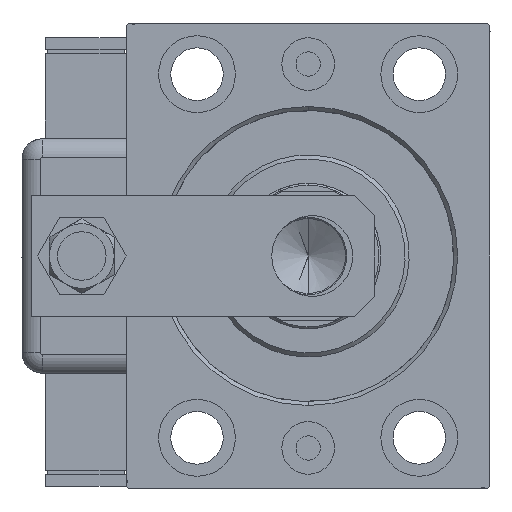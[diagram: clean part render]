
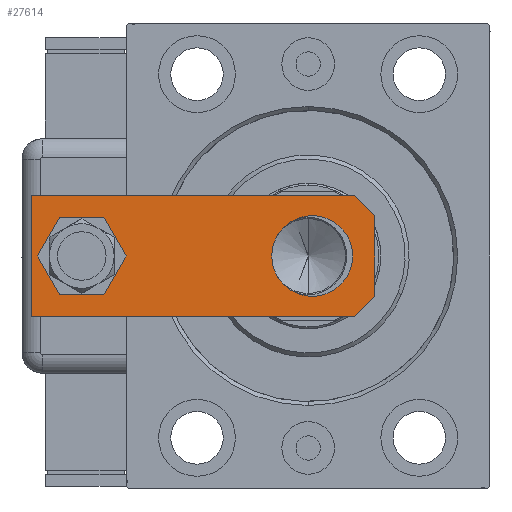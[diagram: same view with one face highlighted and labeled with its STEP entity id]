
A CAD part, left-side view. The second image highlights one B-rep face of the part: STEP entity #27614.
In plain terms, the highlighted face is planar.
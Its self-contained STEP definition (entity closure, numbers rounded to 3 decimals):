
#399 = DIRECTION ( 'NONE',  ( 0., 0., 1. ) ) ;
#1776 = EDGE_CURVE ( 'NONE', #32608, #13795, #20468, .T. ) ;
#2211 = AXIS2_PLACEMENT_3D ( 'NONE', #5499, #399, #37410 ) ;
#2420 = EDGE_LOOP ( 'NONE', ( #15092, #38568 ) ) ;
#2658 = CARTESIAN_POINT ( 'NONE',  ( 15., 5., 0. ) ) ;
#3270 = EDGE_LOOP ( 'NONE', ( #16826, #17335 ) ) ;
#5496 = DIRECTION ( 'NONE',  ( -1., 0., 0. ) ) ;
#5499 = CARTESIAN_POINT ( 'NONE',  ( 0., 15.5, 0. ) ) ;
#6237 = VERTEX_POINT ( 'NONE', #9836 ) ;
#6619 = VECTOR ( 'NONE', #47375, 1000. ) ;
#7848 = ORIENTED_EDGE ( 'NONE', *, *, #34672, .F. ) ;
#7967 = CIRCLE ( 'NONE', #2211, 10. ) ;
#9146 = LINE ( 'NONE', #10311, #11505 ) ;
#9836 = CARTESIAN_POINT ( 'NONE',  ( 15., 85., 0. ) ) ;
#10073 = ORIENTED_EDGE ( 'NONE', *, *, #20047, .F. ) ;
#10244 = VECTOR ( 'NONE', #56015, 1000. ) ;
#10311 = CARTESIAN_POINT ( 'NONE',  ( 15., 85., 0. ) ) ;
#10651 = CARTESIAN_POINT ( 'NONE',  ( 0., 72.5, 0. ) ) ;
#10731 = EDGE_LOOP ( 'NONE', ( #7848, #50588, #37729, #10073, #56930, #15536 ) ) ;
#11505 = VECTOR ( 'NONE', #5496, 1000. ) ;
#11907 = DIRECTION ( 'NONE',  ( 0., 0., 1. ) ) ;
#13363 = AXIS2_PLACEMENT_3D ( 'NONE', #10651, #33537, #52175 ) ;
#13795 = VERTEX_POINT ( 'NONE', #41636 ) ;
#14172 = DIRECTION ( 'NONE',  ( 0., 0., 1. ) ) ;
#14875 = LINE ( 'NONE', #29322, #6619 ) ;
#15092 = ORIENTED_EDGE ( 'NONE', *, *, #16258, .T. ) ;
#15227 = CARTESIAN_POINT ( 'NONE',  ( 15., 5., 0. ) ) ;
#15536 = ORIENTED_EDGE ( 'NONE', *, *, #54169, .T. ) ;
#15615 = PLANE ( 'NONE',  #44460 ) ;
#16258 = EDGE_CURVE ( 'NONE', #31549, #24985, #45971, .T. ) ;
#16826 = ORIENTED_EDGE ( 'NONE', *, *, #19367, .T. ) ;
#17335 = ORIENTED_EDGE ( 'NONE', *, *, #59121, .T. ) ;
#17912 = CARTESIAN_POINT ( 'NONE',  ( -15., 85., 0. ) ) ;
#19210 = CARTESIAN_POINT ( 'NONE',  ( 0., 0., 0. ) ) ;
#19367 = EDGE_CURVE ( 'NONE', #57732, #22356, #52771, .T. ) ;
#20047 = EDGE_CURVE ( 'NONE', #6237, #39093, #9146, .T. ) ;
#20115 = FACE_BOUND ( 'NONE', #2420, .T. ) ;
#20170 = CARTESIAN_POINT ( 'NONE',  ( -10., 0., 0. ) ) ;
#20208 = LINE ( 'NONE', #56923, #10244 ) ;
#20468 = LINE ( 'NONE', #20170, #38858 ) ;
#20941 = DIRECTION ( 'NONE',  ( 0., -1., 0. ) ) ;
#22356 = VERTEX_POINT ( 'NONE', #40372 ) ;
#24886 = CIRCLE ( 'NONE', #13363, 7. ) ;
#24950 = FACE_BOUND ( 'NONE', #3270, .T. ) ;
#24985 = VERTEX_POINT ( 'NONE', #48821 ) ;
#25765 = CARTESIAN_POINT ( 'NONE',  ( -15., 85., 0. ) ) ;
#26840 = AXIS2_PLACEMENT_3D ( 'NONE', #55387, #14172, #56578 ) ;
#27614 = ADVANCED_FACE ( 'NONE', ( #52309, #20115, #24950 ), #15615, .F. ) ;
#29322 = CARTESIAN_POINT ( 'NONE',  ( 15., 0., 0. ) ) ;
#30311 = CARTESIAN_POINT ( 'NONE',  ( -10., 15.5, 0. ) ) ;
#30786 = VERTEX_POINT ( 'NONE', #39748 ) ;
#31549 = VERTEX_POINT ( 'NONE', #41766 ) ;
#32608 = VERTEX_POINT ( 'NONE', #46882 ) ;
#32771 = DIRECTION ( 'NONE',  ( 1., 0., 0. ) ) ;
#33537 = DIRECTION ( 'NONE',  ( 0., 0., 1. ) ) ;
#33674 = DIRECTION ( 'NONE',  ( 0., 0., 1. ) ) ;
#34218 = EDGE_CURVE ( 'NONE', #39093, #13795, #48621, .T. ) ;
#34672 = EDGE_CURVE ( 'NONE', #32608, #30786, #20208, .T. ) ;
#37410 = DIRECTION ( 'NONE',  ( 1., 0., 0. ) ) ;
#37729 = ORIENTED_EDGE ( 'NONE', *, *, #34218, .F. ) ;
#38568 = ORIENTED_EDGE ( 'NONE', *, *, #39373, .T. ) ;
#38709 = VECTOR ( 'NONE', #56745, 1000. ) ;
#38858 = VECTOR ( 'NONE', #47567, 1000. ) ;
#39093 = VERTEX_POINT ( 'NONE', #17912 ) ;
#39370 = EDGE_CURVE ( 'NONE', #53143, #6237, #14875, .T. ) ;
#39373 = EDGE_CURVE ( 'NONE', #24985, #31549, #24886, .T. ) ;
#39748 = CARTESIAN_POINT ( 'NONE',  ( 10., 0., 0. ) ) ;
#40372 = CARTESIAN_POINT ( 'NONE',  ( 10., 15.5, 0. ) ) ;
#41636 = CARTESIAN_POINT ( 'NONE',  ( -15., 5., 0. ) ) ;
#41766 = CARTESIAN_POINT ( 'NONE',  ( -7., 72.5, 0. ) ) ;
#44460 = AXIS2_PLACEMENT_3D ( 'NONE', #19210, #33674, #32771 ) ;
#44853 = VECTOR ( 'NONE', #20941, 1000. ) ;
#45971 = CIRCLE ( 'NONE', #46897, 7. ) ;
#46882 = CARTESIAN_POINT ( 'NONE',  ( -10., 0., 0. ) ) ;
#46897 = AXIS2_PLACEMENT_3D ( 'NONE', #57643, #11907, #48604 ) ;
#47375 = DIRECTION ( 'NONE',  ( 0., 1., 0. ) ) ;
#47567 = DIRECTION ( 'NONE',  ( -0.707, 0.707, 0. ) ) ;
#48604 = DIRECTION ( 'NONE',  ( 1., 0., 0. ) ) ;
#48621 = LINE ( 'NONE', #25765, #44853 ) ;
#48821 = CARTESIAN_POINT ( 'NONE',  ( 7., 72.5, 0. ) ) ;
#50588 = ORIENTED_EDGE ( 'NONE', *, *, #1776, .T. ) ;
#52175 = DIRECTION ( 'NONE',  ( 1., 0., 0. ) ) ;
#52309 = FACE_OUTER_BOUND ( 'NONE', #10731, .T. ) ;
#52771 = CIRCLE ( 'NONE', #26840, 10. ) ;
#53143 = VERTEX_POINT ( 'NONE', #2658 ) ;
#54169 = EDGE_CURVE ( 'NONE', #53143, #30786, #56437, .T. ) ;
#55387 = CARTESIAN_POINT ( 'NONE',  ( 0., 15.5, 0. ) ) ;
#56015 = DIRECTION ( 'NONE',  ( 1., 0., 0. ) ) ;
#56437 = LINE ( 'NONE', #15227, #38709 ) ;
#56578 = DIRECTION ( 'NONE',  ( 1., 0., 0. ) ) ;
#56745 = DIRECTION ( 'NONE',  ( -0.707, -0.707, 0. ) ) ;
#56923 = CARTESIAN_POINT ( 'NONE',  ( -15., 0., 0. ) ) ;
#56930 = ORIENTED_EDGE ( 'NONE', *, *, #39370, .F. ) ;
#57643 = CARTESIAN_POINT ( 'NONE',  ( 0., 72.5, 0. ) ) ;
#57732 = VERTEX_POINT ( 'NONE', #30311 ) ;
#59121 = EDGE_CURVE ( 'NONE', #22356, #57732, #7967, .T. ) ;
